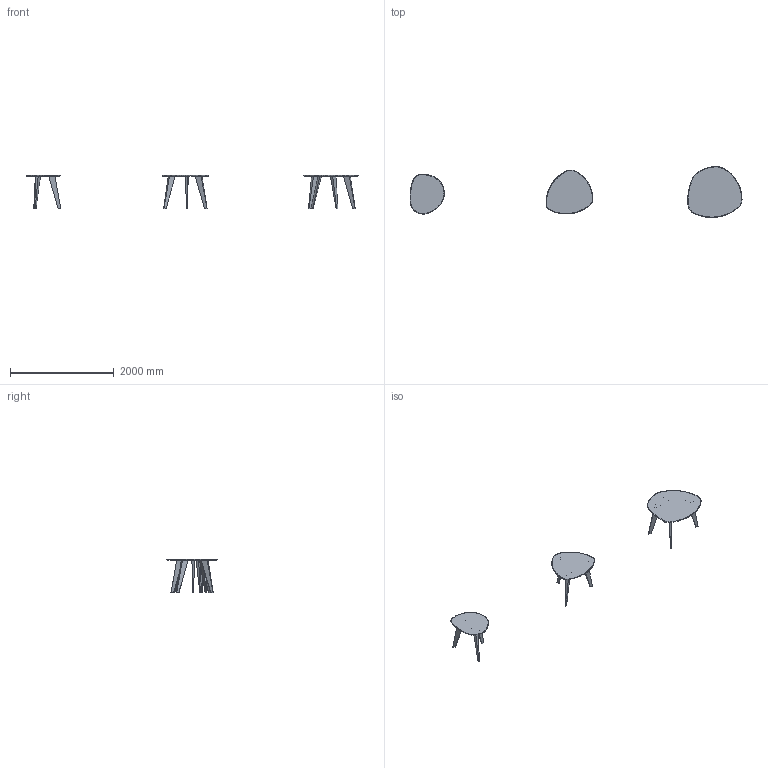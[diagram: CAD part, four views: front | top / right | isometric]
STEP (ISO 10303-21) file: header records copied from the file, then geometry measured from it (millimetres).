
FILE_DESCRIPTION(/* description */ (''),/* implementation_level */ '2;1');
FILE_NAME(/* name */ 'tav. 40 - 41 - 42 h. 65 piano in marmo',/* time_stamp */ '2013-07-16T12:37:41+02:00',/* author */ (''),/* organization */ (''),/* preprocessor_version */ 'ST-DEVELOPER v10',/* originating_system */ '',/* authorisation */ '');
FILE_SCHEMA (('CONFIG_CONTROL_DESIGN'));
Length unit declared in the file: millimetre
Products named in the file (1): 1
Bounding box: 6394.05 x 981.91 x 650 mm (x, y, z)
Volume: 18659797.3 mm3; surface area: 5465767.7 mm2
Topology: 20 solids, 23 shells, 112 faces, 260 edges, 173 vertices
Faces by surface type: bspline 112
Entity records: 9788 total; most frequent: CARTESIAN_POINT 8179, ORIENTED_EDGE 473, EDGE_CURVE 260, VERTEX_POINT 173, B_SPLINE_CURVE_WITH_KNOTS 140, ADVANCED_FACE 112, FACE_OUTER_BOUND 112, EDGE_LOOP 112
